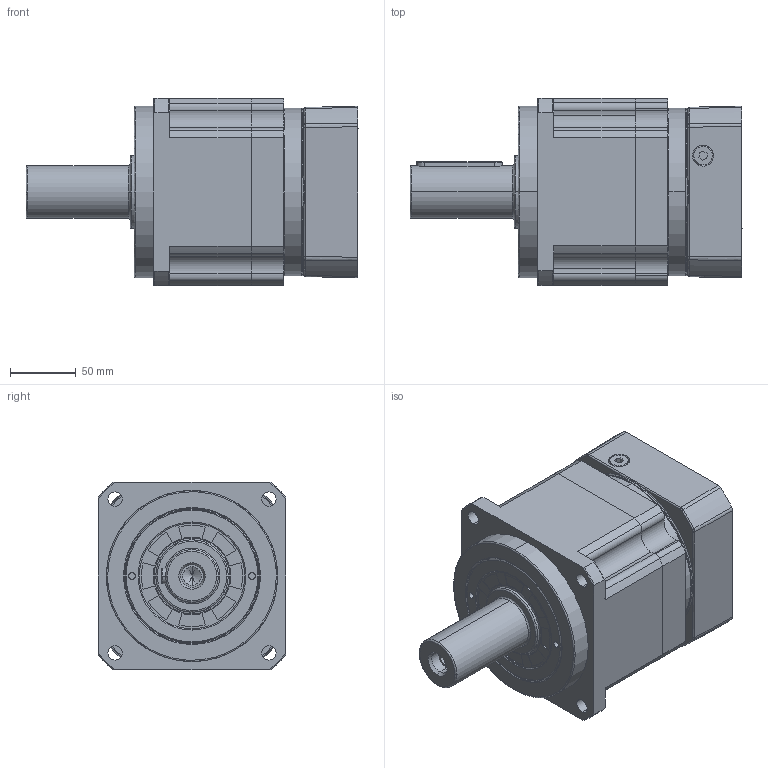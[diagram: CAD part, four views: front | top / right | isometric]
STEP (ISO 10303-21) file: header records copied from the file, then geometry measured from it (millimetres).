
FILE_DESCRIPTION (( 'STEP AP203' ), '1' );
FILE_NAME ('FAB142D-L1-22-110-145-M8-72.STEP', '2021-05-14T10:11:32', ( 'user' ), ( '' ), 'SwSTEP 2.0', 'SolidWorks 2016', '' );
FILE_SCHEMA (( 'CONFIG_CONTROL_DESIGN' ));
Length unit declared in the file: millimetre
Products named in the file (13): 输入轴FAB142D-28; 输出内齿圈壳体FAB142D; 输入轴锁紧环33X75X18（加螺丝）; 怀堤俴陎殤FAB142-S2; 输入轴调整套-28-22; 隅弇覃淕杶FAB142D; 镂空输入法兰FAB142D-110-43-M8; FBK嘎殤蚐猾-KG55-80-10; FAB142D-L1-22-110-145-M8-72; A倰す瑩12X65; 输入端壳体142D; 踡隅蹟隊M16x12; M8-16樓粟菜
Assembly tree (17 placements, depth 2):
  FAB142D-L1-22-110-145-M8-72
    输出内齿圈壳体FAB142D
    怀堤俴陎殤FAB142-S2
    隅弇覃淕杶FAB142D
    FBK嘎殤蚐猾-KG55-80-10
    A倰す瑩12X65
    输入端壳体142D
    踡隅蹟隊M16x12
    M8-16樓粟菜  x6
    输入轴FAB142D-28
    输入轴锁紧环33X75X18（加螺丝）
    输入轴调整套-28-22
    镂空输入法兰FAB142D-110-43-M8
Bounding box: 252 x 142 x 142 mm (x, y, z)
Volume: 2527619.2 mm3; surface area: 322885.2 mm2
Topology: 10 solids, 24 shells, 1030 faces, 2567 edges, 1608 vertices
Faces by surface type: cylinder 298, bspline 276, plane 250, cone 204, torus 2
Entity records: 43476 total; most frequent: CARTESIAN_POINT 22662, ORIENTED_EDGE 4382, DIRECTION 3551, EDGE_CURVE 2201, AXIS2_PLACEMENT_3D 1461, VERTEX_POINT 1393, EDGE_LOOP 989, FACE_OUTER_BOUND 890
